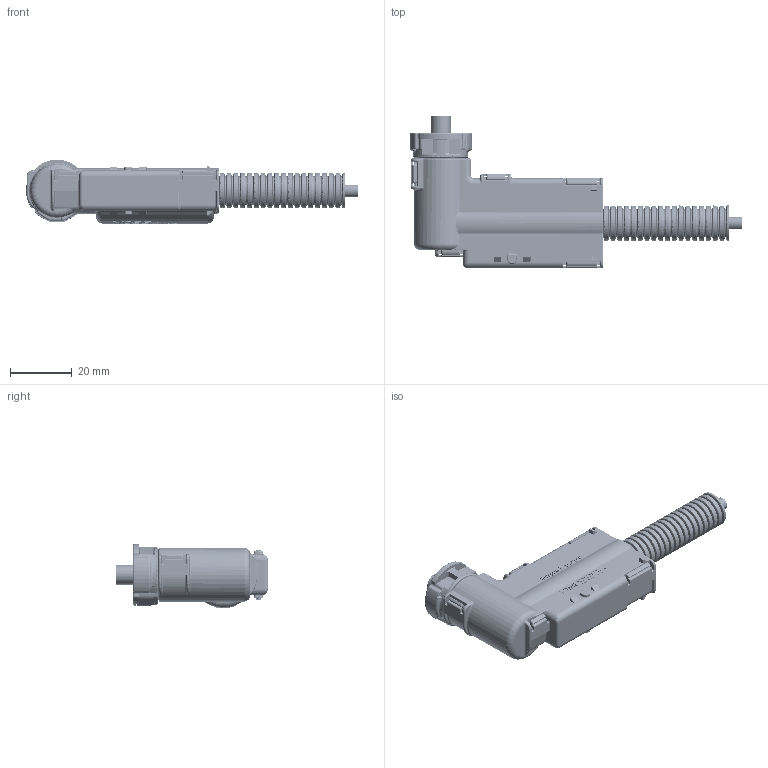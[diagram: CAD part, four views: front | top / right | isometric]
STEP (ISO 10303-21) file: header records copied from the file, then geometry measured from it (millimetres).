
FILE_DESCRIPTION(('CATIA V5 STEP','CAx-IF Rec.Pracs.--- Model Styling and Organization---1.4--- 2014-01-23'),'2;1');
FILE_NAME('Download-SV241N WKU 90GRAD 1_4_ 4x1 heated.stp','2019-06-28T08:53:26+00:00',('none'),('none'),'CATIA Version 5-6 Release 2016 SP3 HF59','CATIA V5 STEP AP214 Edition 3','none');
FILE_SCHEMA(('AUTOMOTIVE_DESIGN { 1 0 10303 214 3 1 1 1 }'));
Length unit declared in the file: millimetre
Products named in the file (1): Download-SV241N WKU 90° 1_4_ 4x1 heated
Bounding box: 107.29 x 49.12 x 20.77 mm (x, y, z)
Volume: 15645.6 mm3; surface area: 29285 mm2
Topology: 7 solids, 7 shells, 6981 faces, 17521 edges, 10234 vertices
Faces by surface type: cylinder 2062, plane 1845, torus 1401, bspline 1006, cone 318, sphere 261, extrusion 76, revolution 12
Entity records: 258900 total; most frequent: CARTESIAN_POINT 106963, ORIENTED_EDGE 34286, DIRECTION 21910, EDGE_CURVE 17143, AXIS2_PLACEMENT_3D 10684, VERTEX_POINT 10232, EDGE_LOOP 7055, ADVANCED_FACE 6981
